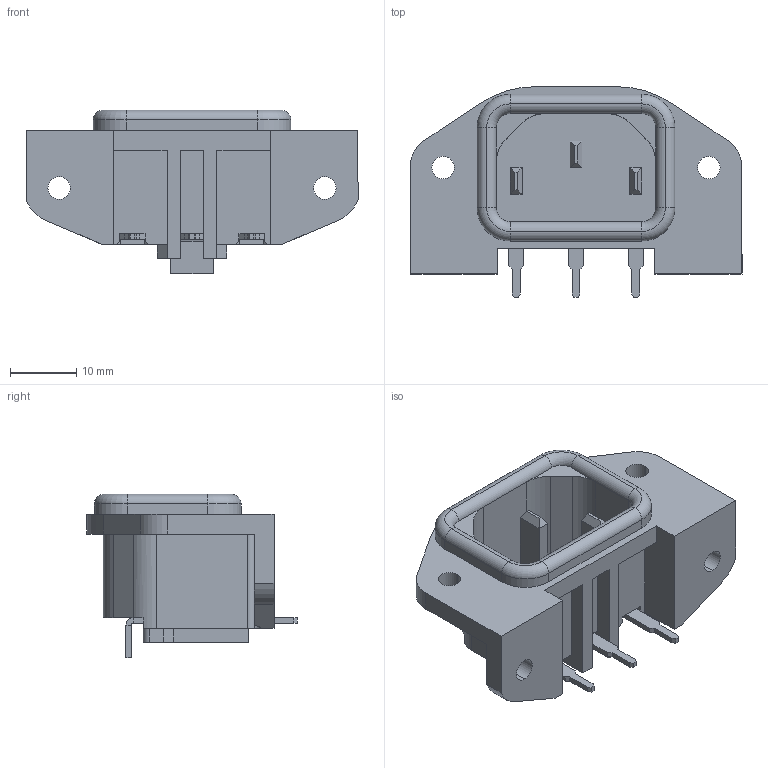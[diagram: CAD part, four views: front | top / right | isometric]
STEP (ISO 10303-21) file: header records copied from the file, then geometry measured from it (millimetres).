
FILE_DESCRIPTION (( 'STEP AP214' ), '1' );
FILE_NAME ('703W-00-54.STEP', '2019-04-18T22:49:49', ( '' ), ( '' ), 'SwSTEP 2.0', 'SolidWorks 2017', '' );
FILE_SCHEMA (( 'AUTOMOTIVE_DESIGN' ));
Length unit declared in the file: millimetre
Products named in the file (1): 703W-00-54
Bounding box: 50 x 31.7 x 24.6 mm (x, y, z)
Volume: 7271.5 mm3; surface area: 7900.2 mm2
Topology: 7 solids, 7 shells, 246 faces, 649 edges, 418 vertices
Faces by surface type: plane 195, cylinder 43, torus 8
Entity records: 7989 total; most frequent: CARTESIAN_POINT 1320, ORIENTED_EDGE 1298, DIRECTION 1237, EDGE_CURVE 649, LINE 551, VECTOR 551, VERTEX_POINT 418, AXIS2_PLACEMENT_3D 343
